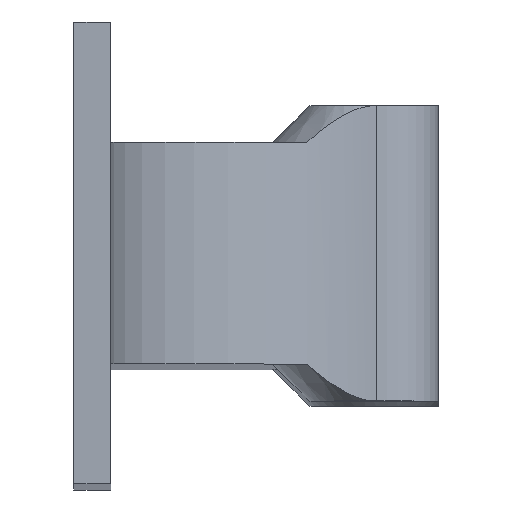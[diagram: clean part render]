
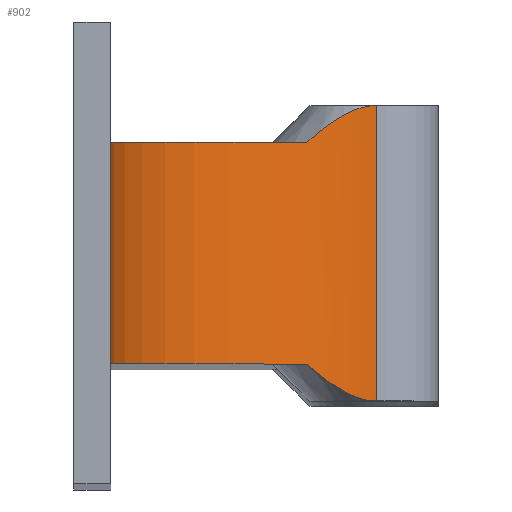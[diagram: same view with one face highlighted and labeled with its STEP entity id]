
A CAD part, top view. The second image highlights one B-rep face of the part: STEP entity #902.
In plain terms, the highlighted cylindrical face has radius 15 mm (diameter 30 mm), a partial arc.
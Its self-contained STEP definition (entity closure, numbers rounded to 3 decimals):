
#17=B_SPLINE_CURVE_WITH_KNOTS('',3,(#1548,#1549,#1550,#1551,#1552,#1553,
#1554,#1555),.UNSPECIFIED.,.F.,.F.,(4,2,2,4),(9.482,9.658,
9.815,9.972),.UNSPECIFIED.);
#18=B_SPLINE_CURVE_WITH_KNOTS('',3,(#1559,#1560,#1561,#1562,#1563,#1564,
#1565,#1566),.UNSPECIFIED.,.F.,.F.,(4,2,2,4),(1.254,1.411,
1.568,1.745),.UNSPECIFIED.);
#41=CYLINDRICAL_SURFACE('',#1004,15.);
#113=FACE_OUTER_BOUND('',#179,.T.);
#179=EDGE_LOOP('',(#748,#749,#750,#751,#752,#753));
#238=CIRCLE('',#1005,15.);
#239=CIRCLE('',#1006,15.);
#324=LINE('',#1544,#394);
#325=LINE('',#1557,#395);
#394=VECTOR('',#1217,15.);
#395=VECTOR('',#1220,15.);
#462=VERTEX_POINT('',#1540);
#463=VERTEX_POINT('',#1542);
#464=VERTEX_POINT('',#1546);
#465=VERTEX_POINT('',#1547);
#466=VERTEX_POINT('',#1556);
#467=VERTEX_POINT('',#1558);
#564=EDGE_CURVE('',#462,#463,#324,.T.);
#565=EDGE_CURVE('',#464,#465,#17,.T.);
#566=EDGE_CURVE('',#465,#466,#325,.T.);
#567=EDGE_CURVE('',#467,#466,#18,.F.);
#568=EDGE_CURVE('',#462,#467,#238,.F.);
#569=EDGE_CURVE('',#463,#464,#239,.T.);
#748=ORIENTED_EDGE('',*,*,#565,.T.);
#749=ORIENTED_EDGE('',*,*,#566,.T.);
#750=ORIENTED_EDGE('',*,*,#567,.F.);
#751=ORIENTED_EDGE('',*,*,#568,.F.);
#752=ORIENTED_EDGE('',*,*,#564,.T.);
#753=ORIENTED_EDGE('',*,*,#569,.T.);
#902=ADVANCED_FACE('',(#113),#41,.F.);
#1004=AXIS2_PLACEMENT_3D('',#1545,#1218,#1219);
#1005=AXIS2_PLACEMENT_3D('',#1567,#1221,#1222);
#1006=AXIS2_PLACEMENT_3D('',#1568,#1223,#1224);
#1217=DIRECTION('',(0.,-1.,0.));
#1218=DIRECTION('center_axis',(0.,-1.,0.));
#1219=DIRECTION('ref_axis',(1.,0.,0.));
#1220=DIRECTION('',(0.,1.,0.));
#1221=DIRECTION('center_axis',(0.,1.,0.));
#1222=DIRECTION('ref_axis',(1.,0.,0.));
#1223=DIRECTION('center_axis',(0.,-1.,0.));
#1224=DIRECTION('ref_axis',(1.,0.,0.));
#1540=CARTESIAN_POINT('',(-14.25,14.,18.485));
#1542=CARTESIAN_POINT('',(-14.25,2.,18.485));
#1544=CARTESIAN_POINT('',(-14.25,0.,18.485));
#1545=CARTESIAN_POINT('Origin',(0.75,0.,18.485));
#1546=CARTESIAN_POINT('',(-3.624,2.,4.137));
#1547=CARTESIAN_POINT('',(0.142,0.,3.497));
#1548=CARTESIAN_POINT('Ctrl Pts',(-3.624,2.,4.137));
#1549=CARTESIAN_POINT('Ctrl Pts',(-3.22,1.641,4.013));
#1550=CARTESIAN_POINT('Ctrl Pts',(-2.812,1.305,3.908));
#1551=CARTESIAN_POINT('Ctrl Pts',(-2.019,0.739,3.738));
#1552=CARTESIAN_POINT('Ctrl Pts',(-1.639,0.503,3.671));
#1553=CARTESIAN_POINT('Ctrl Pts',(-0.819,0.135,
3.561));
#1554=CARTESIAN_POINT('Ctrl Pts',(-0.38,0.,
3.518));
#1555=CARTESIAN_POINT('Ctrl Pts',(0.142,0.,
3.497));
#1556=CARTESIAN_POINT('',(0.142,16.,3.497));
#1557=CARTESIAN_POINT('',(0.142,0.,3.497));
#1558=CARTESIAN_POINT('',(-3.624,14.,4.137));
#1559=CARTESIAN_POINT('Ctrl Pts',(0.142,16.,3.497));
#1560=CARTESIAN_POINT('Ctrl Pts',(-0.38,16.,3.518));
#1561=CARTESIAN_POINT('Ctrl Pts',(-0.819,15.865,3.561));
#1562=CARTESIAN_POINT('Ctrl Pts',(-1.639,15.497,3.671));
#1563=CARTESIAN_POINT('Ctrl Pts',(-2.019,15.261,3.738));
#1564=CARTESIAN_POINT('Ctrl Pts',(-2.812,14.695,3.908));
#1565=CARTESIAN_POINT('Ctrl Pts',(-3.22,14.359,4.013));
#1566=CARTESIAN_POINT('Ctrl Pts',(-3.624,14.,4.137));
#1567=CARTESIAN_POINT('Origin',(0.75,14.,18.485));
#1568=CARTESIAN_POINT('Origin',(0.75,2.,18.485));
